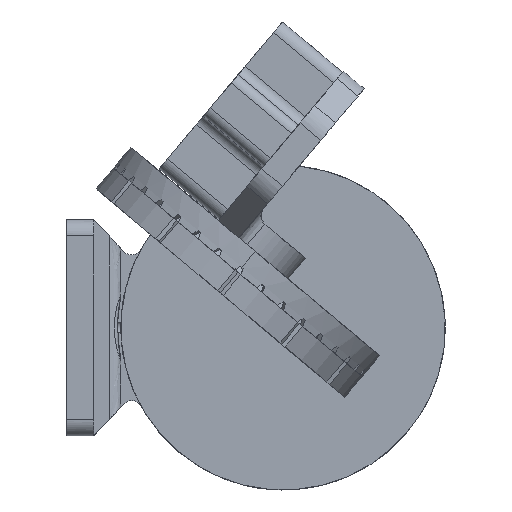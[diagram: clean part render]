
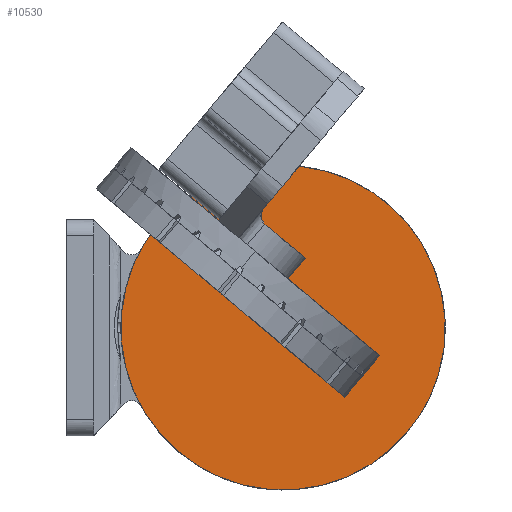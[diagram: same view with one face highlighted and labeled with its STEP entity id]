
A CAD part, front view. The second image highlights one B-rep face of the part: STEP entity #10530.
In plain terms, the highlighted free-form (B-spline) face has degree [1, 1] with [2, 2] control points.
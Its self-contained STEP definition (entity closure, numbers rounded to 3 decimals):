
#8281 = VERTEX_POINT('',#8282);
#8282 = CARTESIAN_POINT('',(41.917,33.533,
    7.291));
#8300 = VERTEX_POINT('',#8301);
#8301 = CARTESIAN_POINT('',(45.738,33.533,
    4.088));
#8306 = EDGE_CURVE('',#8300,#8281,#8307,.T.);
#8307 = ( BOUNDED_CURVE() B_SPLINE_CURVE(2,(#8308,#8309,#8310,#8311,
#8312),.UNSPECIFIED.,.F.,.F.) B_SPLINE_CURVE_WITH_KNOTS((3,2,3),(
    3.142,4.712,6.283),
.PIECEWISE_BEZIER_KNOTS.) CURVE() GEOMETRIC_REPRESENTATION_ITEM() 
RATIONAL_B_SPLINE_CURVE((1.,0.707,1.,0.707,1.)) 
REPRESENTATION_ITEM('') );
#8308 = CARTESIAN_POINT('',(45.738,33.533,
    4.088));
#8309 = CARTESIAN_POINT('',(44.137,33.533,
    2.178));
#8310 = CARTESIAN_POINT('',(42.226,33.533,
    3.779));
#8311 = CARTESIAN_POINT('',(40.315,33.533,
    5.38));
#8312 = CARTESIAN_POINT('',(41.917,33.533,
    7.291));
#8329 = VERTEX_POINT('',#8330);
#8330 = CARTESIAN_POINT('',(30.279,33.533,
    17.045));
#8348 = VERTEX_POINT('',#8349);
#8349 = CARTESIAN_POINT('',(34.1,33.533,
    13.842));
#8354 = EDGE_CURVE('',#8348,#8329,#8355,.T.);
#8355 = ( BOUNDED_CURVE() B_SPLINE_CURVE(2,(#8356,#8357,#8358,#8359,
#8360),.UNSPECIFIED.,.F.,.F.) B_SPLINE_CURVE_WITH_KNOTS((3,2,3),(
    3.142,4.712,6.283),
.PIECEWISE_BEZIER_KNOTS.) CURVE() GEOMETRIC_REPRESENTATION_ITEM() 
RATIONAL_B_SPLINE_CURVE((1.,0.707,1.,0.707,1.)) 
REPRESENTATION_ITEM('') );
#8356 = CARTESIAN_POINT('',(34.1,33.533,
    13.842));
#8357 = CARTESIAN_POINT('',(32.499,33.533,
    11.932));
#8358 = CARTESIAN_POINT('',(30.588,33.533,
    13.533));
#8359 = CARTESIAN_POINT('',(28.677,33.533,
    15.134));
#8360 = CARTESIAN_POINT('',(30.279,33.533,
    17.045));
#8443 = VERTEX_POINT('',#8444);
#8444 = CARTESIAN_POINT('',(48.483,33.533,
    1.788));
#8462 = VERTEX_POINT('',#8463);
#8463 = CARTESIAN_POINT('',(52.75,33.533,
    -1.788));
#8468 = EDGE_CURVE('',#8462,#8443,#8469,.T.);
#8469 = ( BOUNDED_CURVE() B_SPLINE_CURVE(2,(#8470,#8471,#8472,#8473,
#8474),.UNSPECIFIED.,.F.,.F.) B_SPLINE_CURVE_WITH_KNOTS((3,2,3),(
    3.142,4.712,6.283),
.PIECEWISE_BEZIER_KNOTS.) CURVE() GEOMETRIC_REPRESENTATION_ITEM() 
RATIONAL_B_SPLINE_CURVE((1.,0.707,1.,0.707,1.)) 
REPRESENTATION_ITEM('') );
#8470 = CARTESIAN_POINT('',(52.75,33.533,
    -1.788));
#8471 = CARTESIAN_POINT('',(50.962,33.533,
    -3.922));
#8472 = CARTESIAN_POINT('',(48.828,33.533,
    -2.134));
#8473 = CARTESIAN_POINT('',(46.694,33.533,
    -0.345));
#8474 = CARTESIAN_POINT('',(48.483,33.533,
    1.788));
#8501 = VERTEX_POINT('',#8502);
#8502 = CARTESIAN_POINT('',(79.711,33.533,
    -24.384));
#8507 = EDGE_CURVE('',#8501,#8508,#8510,.T.);
#8508 = VERTEX_POINT('',#8509);
#8509 = CARTESIAN_POINT('',(20.976,33.533,
    23.719));
#8510 = ( BOUNDED_CURVE() B_SPLINE_CURVE(2,(#8511,#8512,#8513,#8514,
#8515),.UNSPECIFIED.,.F.,.F.) B_SPLINE_CURVE_WITH_KNOTS((3,2,3),(
    3.142,4.701,6.261),
.PIECEWISE_BEZIER_KNOTS.) CURVE() GEOMETRIC_REPRESENTATION_ITEM() 
RATIONAL_B_SPLINE_CURVE((1.,0.711,1.,0.711,1.)) 
REPRESENTATION_ITEM('') );
#8511 = CARTESIAN_POINT('',(79.711,33.533,
    -24.384));
#8512 = CARTESIAN_POINT('',(55.602,33.533,
    -53.152));
#8513 = CARTESIAN_POINT('',(26.563,33.533,
    -29.369));
#8514 = CARTESIAN_POINT('',(-2.476,33.533,
    -5.587));
#8515 = CARTESIAN_POINT('',(20.976,33.533,
    23.719));
#9754 = VERTEX_POINT('',#9755);
#9755 = CARTESIAN_POINT('',(22.081,33.533,
    25.037));
#9760 = EDGE_CURVE('',#9754,#8501,#9761,.T.);
#9761 = ( BOUNDED_CURVE() B_SPLINE_CURVE(2,(#9762,#9763,#9764,#9765,
#9766),.UNSPECIFIED.,.F.,.F.) B_SPLINE_CURVE_WITH_KNOTS((3,2,3),(
    0.023,1.582,3.142),
.PIECEWISE_BEZIER_KNOTS.) CURVE() GEOMETRIC_REPRESENTATION_ITEM() 
RATIONAL_B_SPLINE_CURVE((1.,0.711,1.,0.711,1.)) 
REPRESENTATION_ITEM('') );
#9762 = CARTESIAN_POINT('',(22.081,33.533,
    25.037));
#9763 = CARTESIAN_POINT('',(46.836,33.533,
    53.251));
#9764 = CARTESIAN_POINT('',(75.328,33.533,
    28.817));
#9765 = CARTESIAN_POINT('',(103.821,33.533,
    4.383));
#9766 = CARTESIAN_POINT('',(79.711,33.533,
    -24.384));
#10530 = ADVANCED_FACE('',(#10531,#10542,#10553,#10564),#10580,.F.);
#10531 = FACE_BOUND('',#10532,.T.);
#10532 = EDGE_LOOP('',(#10533,#10541));
#10533 = ORIENTED_EDGE('',*,*,#10534,.T.);
#10534 = EDGE_CURVE('',#8281,#8300,#10535,.T.);
#10535 = ( BOUNDED_CURVE() B_SPLINE_CURVE(2,(#10536,#10537,#10538,#10539
,#10540),.UNSPECIFIED.,.F.,.F.) B_SPLINE_CURVE_WITH_KNOTS((3,2,3),(0.,
1.571,3.142),.PIECEWISE_BEZIER_KNOTS.) CURVE() 
GEOMETRIC_REPRESENTATION_ITEM() RATIONAL_B_SPLINE_CURVE((1.,
0.707,1.,0.707,1.)) REPRESENTATION_ITEM('') );
#10536 = CARTESIAN_POINT('',(41.917,33.533,
    7.291));
#10537 = CARTESIAN_POINT('',(43.518,33.533,
    9.201));
#10538 = CARTESIAN_POINT('',(45.429,33.533,
    7.6));
#10539 = CARTESIAN_POINT('',(47.339,33.533,
    5.999));
#10540 = CARTESIAN_POINT('',(45.738,33.533,
    4.088));
#10541 = ORIENTED_EDGE('',*,*,#8306,.T.);
#10542 = FACE_BOUND('',#10543,.T.);
#10543 = EDGE_LOOP('',(#10544,#10552));
#10544 = ORIENTED_EDGE('',*,*,#10545,.T.);
#10545 = EDGE_CURVE('',#8329,#8348,#10546,.T.);
#10546 = ( BOUNDED_CURVE() B_SPLINE_CURVE(2,(#10547,#10548,#10549,#10550
,#10551),.UNSPECIFIED.,.F.,.F.) B_SPLINE_CURVE_WITH_KNOTS((3,2,3),(0.,
1.571,3.142),.PIECEWISE_BEZIER_KNOTS.) CURVE() 
GEOMETRIC_REPRESENTATION_ITEM() RATIONAL_B_SPLINE_CURVE((1.,
0.707,1.,0.707,1.)) REPRESENTATION_ITEM('') );
#10547 = CARTESIAN_POINT('',(30.279,33.533,
    17.045));
#10548 = CARTESIAN_POINT('',(31.88,33.533,
    18.955));
#10549 = CARTESIAN_POINT('',(33.79,33.533,
    17.354));
#10550 = CARTESIAN_POINT('',(35.701,33.533,
    15.753));
#10551 = CARTESIAN_POINT('',(34.1,33.533,
    13.842));
#10552 = ORIENTED_EDGE('',*,*,#8354,.T.);
#10553 = FACE_BOUND('',#10554,.T.);
#10554 = EDGE_LOOP('',(#10555,#10563));
#10555 = ORIENTED_EDGE('',*,*,#10556,.T.);
#10556 = EDGE_CURVE('',#8443,#8462,#10557,.T.);
#10557 = ( BOUNDED_CURVE() B_SPLINE_CURVE(2,(#10558,#10559,#10560,#10561
,#10562),.UNSPECIFIED.,.F.,.F.) B_SPLINE_CURVE_WITH_KNOTS((3,2,3),(0.,
1.571,3.142),.PIECEWISE_BEZIER_KNOTS.) CURVE() 
GEOMETRIC_REPRESENTATION_ITEM() RATIONAL_B_SPLINE_CURVE((1.,
0.707,1.,0.707,1.)) REPRESENTATION_ITEM('') );
#10558 = CARTESIAN_POINT('',(48.483,33.533,
    1.788));
#10559 = CARTESIAN_POINT('',(50.271,33.533,
    3.922));
#10560 = CARTESIAN_POINT('',(52.404,33.533,
    2.134));
#10561 = CARTESIAN_POINT('',(54.538,33.533,
    0.345));
#10562 = CARTESIAN_POINT('',(52.75,33.533,
    -1.788));
#10563 = ORIENTED_EDGE('',*,*,#8468,.T.);
#10564 = FACE_BOUND('',#10565,.T.);
#10565 = EDGE_LOOP('',(#10566,#10567,#10574,#10579));
#10566 = ORIENTED_EDGE('',*,*,#9760,.F.);
#10567 = ORIENTED_EDGE('',*,*,#10568,.T.);
#10568 = EDGE_CURVE('',#9754,#10569,#10571,.T.);
#10569 = VERTEX_POINT('',#10570);
#10570 = CARTESIAN_POINT('',(21.909,33.533,
    24.059));
#10571 = B_SPLINE_CURVE_WITH_KNOTS('',1,(#10572,#10573),.UNSPECIFIED.,
  .F.,.F.,(2,2),(0.528,1.524),.PIECEWISE_BEZIER_KNOTS.);
#10572 = CARTESIAN_POINT('',(22.081,33.533,
    25.037));
#10573 = CARTESIAN_POINT('',(21.909,33.533,
    24.059));
#10574 = ORIENTED_EDGE('',*,*,#10575,.T.);
#10575 = EDGE_CURVE('',#10569,#8508,#10576,.T.);
#10576 = B_SPLINE_CURVE_WITH_KNOTS('',1,(#10577,#10578),.UNSPECIFIED.,
  .F.,.F.,(2,2),(-1.524,-0.528),.PIECEWISE_BEZIER_KNOTS.);
#10577 = CARTESIAN_POINT('',(21.909,33.533,
    24.059));
#10578 = CARTESIAN_POINT('',(20.976,33.533,
    23.719));
#10579 = ORIENTED_EDGE('',*,*,#8507,.F.);
#10580 = B_SPLINE_SURFACE_WITH_KNOTS('',1,1,(
    (#10581,#10582)
    ,(#10583,#10584
    )),.UNSPECIFIED.,.F.,.F.,.F.,(2,2),(2,2),(-38.1,38.09),(
    -38.1,38.1),.PIECEWISE_BEZIER_KNOTS.);
#10581 = CARTESIAN_POINT('',(55.327,33.533,
    -53.479));
#10582 = CARTESIAN_POINT('',(104.096,33.533,
    4.711));
#10583 = CARTESIAN_POINT('',(-2.856,33.533,
    -4.717));
#10584 = CARTESIAN_POINT('',(45.913,33.533,
    53.473));
